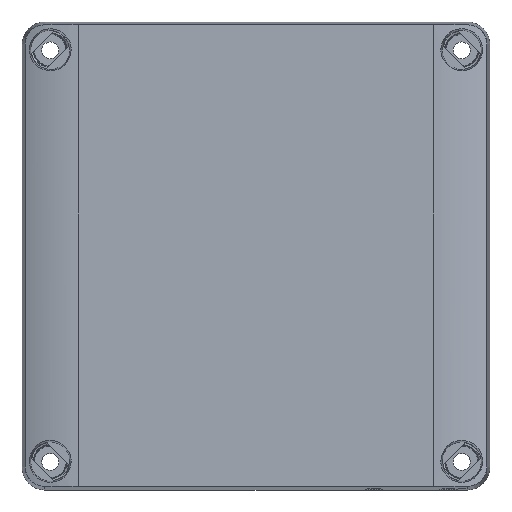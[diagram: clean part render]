
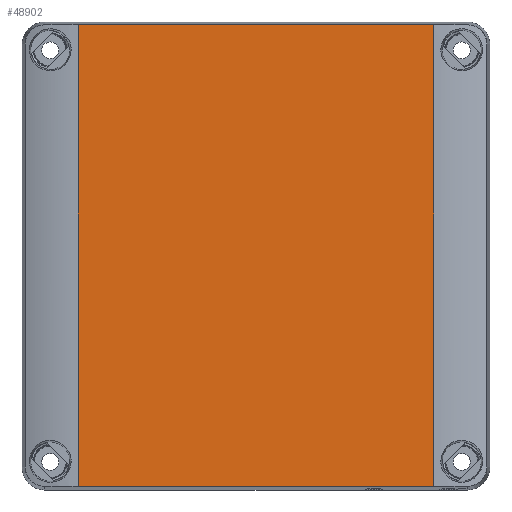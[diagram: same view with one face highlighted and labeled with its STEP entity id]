
A CAD part, top view. The second image highlights one B-rep face of the part: STEP entity #48902.
In plain terms, the highlighted planar face has unit normal (0, 0, 1).
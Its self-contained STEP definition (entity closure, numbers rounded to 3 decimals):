
#45517=DIRECTION('',(1.,0.,0.));
#45518=VECTOR('',#45517,95.);
#45519=CARTESIAN_POINT('',(-47.5,-61.627,50.));
#45520=LINE('',#45519,#45518);
#45678=DIRECTION('',(0.,1.,0.));
#45679=VECTOR('',#45678,123.254);
#45680=CARTESIAN_POINT('',(47.5,-61.627,50.));
#45681=LINE('',#45680,#45679);
#45779=DIRECTION('',(1.,0.,0.));
#45780=VECTOR('',#45779,95.);
#45781=CARTESIAN_POINT('',(-47.5,61.627,50.));
#45782=LINE('',#45781,#45780);
#45792=DIRECTION('',(0.,1.,0.));
#45793=VECTOR('',#45792,123.254);
#45794=CARTESIAN_POINT('',(-47.5,-61.627,50.));
#45795=LINE('',#45794,#45793);
#48424=CARTESIAN_POINT('',(-47.5,-61.627,50.));
#48425=CARTESIAN_POINT('',(47.5,-61.627,50.));
#48426=VERTEX_POINT('',#48424);
#48427=VERTEX_POINT('',#48425);
#48428=CARTESIAN_POINT('',(-47.5,61.627,50.));
#48429=CARTESIAN_POINT('',(47.5,61.627,50.));
#48430=VERTEX_POINT('',#48428);
#48431=VERTEX_POINT('',#48429);
#48890=CARTESIAN_POINT('',(-47.5,-62.5,50.));
#48891=DIRECTION('',(0.,0.,1.));
#48892=DIRECTION('',(1.,0.,0.));
#48893=AXIS2_PLACEMENT_3D('',#48890,#48891,#48892);
#48894=PLANE('',#48893);
#48895=ORIENTED_EDGE('',*,*,#48759,.F.);
#48897=ORIENTED_EDGE('',*,*,#48896,.T.);
#48898=ORIENTED_EDGE('',*,*,#48879,.T.);
#48899=ORIENTED_EDGE('',*,*,#48838,.F.);
#48900=EDGE_LOOP('',(#48895,#48897,#48898,#48899));
#48901=FACE_OUTER_BOUND('',#48900,.F.);
#48902=ADVANCED_FACE('',(#48901),#48894,.T.);
#48759=EDGE_CURVE('',#48426,#48427,#45520,.T.);
#48838=EDGE_CURVE('',#48427,#48431,#45681,.T.);
#48879=EDGE_CURVE('',#48430,#48431,#45782,.T.);
#48896=EDGE_CURVE('',#48426,#48430,#45795,.T.);
